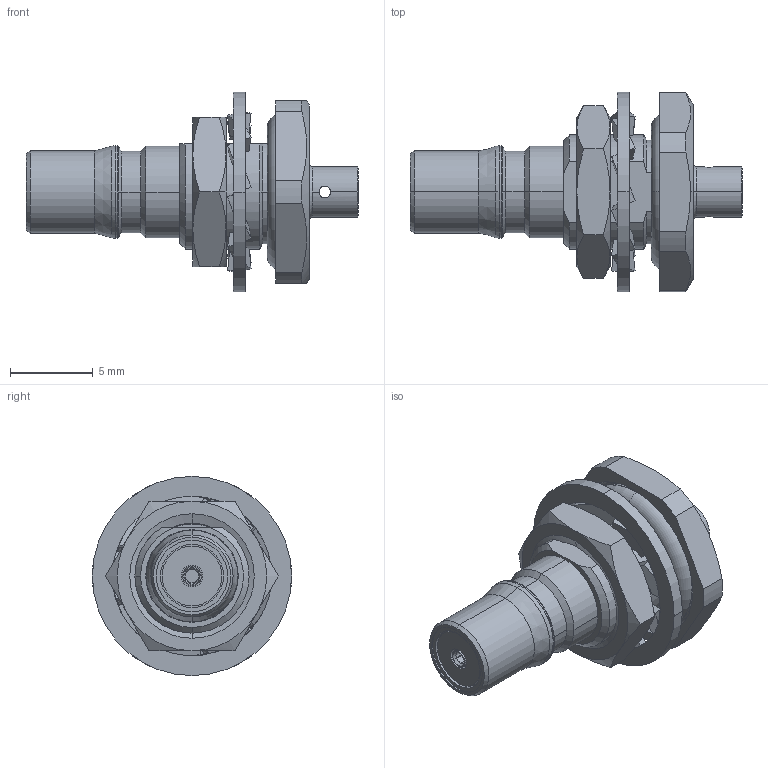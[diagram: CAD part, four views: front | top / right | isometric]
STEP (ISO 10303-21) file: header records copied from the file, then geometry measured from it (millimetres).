
FILE_DESCRIPTION (( 'STEP AP203' ), '1' );
FILE_NAME ('FMCN1890_3D.STEP', '2022-02-23T03:38:56', ( '' ), ( '' ), 'SwSTEP 2.0', 'SolidWorks 2021', '' );
FILE_SCHEMA (( 'CONFIG_CONTROL_DESIGN' ));
Length unit declared in the file: millimetre
Products named in the file (1): FMCN1890_3D
Bounding box: 20 x 12 x 12 mm (x, y, z)
Volume: 706.7 mm3; surface area: 1130.2 mm2
Topology: 6 solids, 6 shells, 292 faces, 685 edges, 420 vertices
Faces by surface type: cylinder 130, plane 83, cone 61, torus 10, bspline 8
Entity records: 8944 total; most frequent: CARTESIAN_POINT 2296, DIRECTION 1408, ORIENTED_EDGE 1370, EDGE_CURVE 685, AXIS2_PLACEMENT_3D 594, VERTEX_POINT 420, EDGE_LOOP 323, CIRCLE 309
